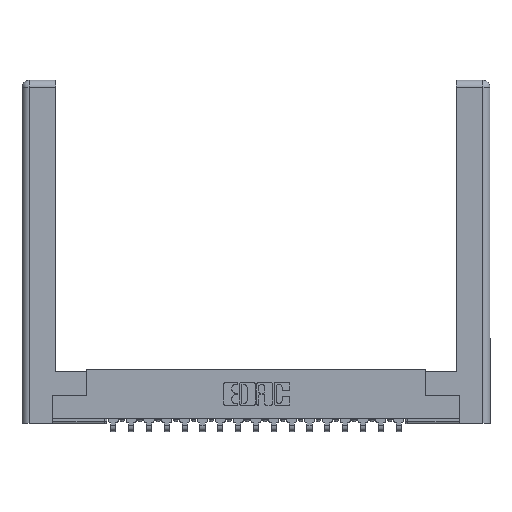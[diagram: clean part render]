
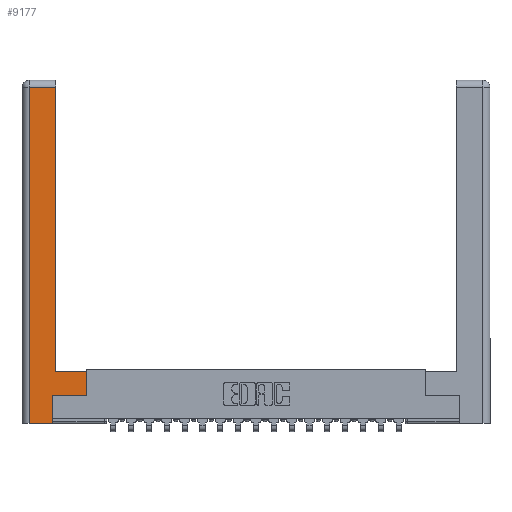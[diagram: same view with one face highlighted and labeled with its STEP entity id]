
A CAD part, top view. The second image highlights one B-rep face of the part: STEP entity #9177.
In plain terms, the highlighted planar face has unit normal (0, 0, 1).
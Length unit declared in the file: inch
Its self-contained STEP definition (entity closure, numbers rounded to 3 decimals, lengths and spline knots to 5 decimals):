
#53 = EDGE_CURVE ( 'NONE', #5002, #8400, #15366, .T. ) ;
#105 = CARTESIAN_POINT ( 'NONE',  ( 0.265, 0., 0. ) ) ;
#842 = VERTEX_POINT ( 'NONE', #6729 ) ;
#1764 = CARTESIAN_POINT ( 'NONE',  ( 0.295, 0.45, 0. ) ) ;
#1766 = DIRECTION ( 'NONE',  ( 1., 0., 0. ) ) ;
#1791 = AXIS2_PLACEMENT_3D ( 'NONE', #11200, #10058, #17794 ) ;
#2280 = VERTEX_POINT ( 'NONE', #8218 ) ;
#2545 = VERTEX_POINT ( 'NONE', #1764 ) ;
#2983 = EDGE_CURVE ( 'NONE', #2545, #5002, #11046, .T. ) ;
#3022 = VECTOR ( 'NONE', #16537, 39.37008 ) ;
#4938 = CARTESIAN_POINT ( 'NONE',  ( 0.295, 3., 0. ) ) ;
#5002 = VERTEX_POINT ( 'NONE', #19303 ) ;
#5283 = EDGE_CURVE ( 'NONE', #842, #10174, #7228, .T. ) ;
#5358 = ORIENTED_EDGE ( 'NONE', *, *, #53, .T. ) ;
#5942 = CARTESIAN_POINT ( 'NONE',  ( 0.565, 0.245, 0. ) ) ;
#5952 = CARTESIAN_POINT ( 'NONE',  ( 0.265, 0., 0. ) ) ;
#6459 = VECTOR ( 'NONE', #9269, 39.37008 ) ;
#6654 = ORIENTED_EDGE ( 'NONE', *, *, #14162, .T. ) ;
#6729 = CARTESIAN_POINT ( 'NONE',  ( 0.265, 0.245, 0. ) ) ;
#7228 = LINE ( 'NONE', #7328, #19995 ) ;
#7328 = CARTESIAN_POINT ( 'NONE',  ( 0.565, 0.245, 0. ) ) ;
#7476 = CARTESIAN_POINT ( 'NONE',  ( 0.565, 0.45, 0. ) ) ;
#7706 = ORIENTED_EDGE ( 'NONE', *, *, #12087, .T. ) ;
#7982 = VERTEX_POINT ( 'NONE', #16501 ) ;
#8181 = LINE ( 'NONE', #11276, #13953 ) ;
#8218 = CARTESIAN_POINT ( 'NONE',  ( 0.0615, 0., 0. ) ) ;
#8288 = LINE ( 'NONE', #17682, #19404 ) ;
#8400 = VERTEX_POINT ( 'NONE', #13178 ) ;
#8516 = VECTOR ( 'NONE', #13775, 39.37008 ) ;
#9177 = ADVANCED_FACE ( 'NONE', ( #17387 ), #15843, .F. ) ;
#9269 = DIRECTION ( 'NONE',  ( -1., 0., 0. ) ) ;
#9691 = DIRECTION ( 'NONE',  ( 0., 1., 0. ) ) ;
#10058 = DIRECTION ( 'NONE',  ( 0., 0., -1. ) ) ;
#10174 = VERTEX_POINT ( 'NONE', #5942 ) ;
#10376 = LINE ( 'NONE', #7476, #8516 ) ;
#11046 = LINE ( 'NONE', #4938, #16366 ) ;
#11200 = CARTESIAN_POINT ( 'NONE',  ( 0., 0., 0. ) ) ;
#11276 = CARTESIAN_POINT ( 'NONE',  ( 0.265, 0.245, 0. ) ) ;
#11287 = DIRECTION ( 'NONE',  ( -1., 0., 0. ) ) ;
#11636 = ORIENTED_EDGE ( 'NONE', *, *, #15725, .T. ) ;
#12087 = EDGE_CURVE ( 'NONE', #18449, #842, #8181, .T. ) ;
#12818 = DIRECTION ( 'NONE',  ( 0., 1., 0. ) ) ;
#13178 = CARTESIAN_POINT ( 'NONE',  ( 0.0615, 2.94, 0. ) ) ;
#13775 = DIRECTION ( 'NONE',  ( 0., 1., 0. ) ) ;
#13798 = EDGE_CURVE ( 'NONE', #10174, #7982, #10376, .T. ) ;
#13855 = VECTOR ( 'NONE', #1766, 39.37008 ) ;
#13953 = VECTOR ( 'NONE', #12818, 39.37008 ) ;
#14162 = EDGE_CURVE ( 'NONE', #7982, #2545, #8288, .T. ) ;
#14883 = LINE ( 'NONE', #15096, #3022 ) ;
#15096 = CARTESIAN_POINT ( 'NONE',  ( 0.0615, 0., 0. ) ) ;
#15366 = LINE ( 'NONE', #18354, #6459 ) ;
#15504 = ORIENTED_EDGE ( 'NONE', *, *, #18007, .T. ) ;
#15725 = EDGE_CURVE ( 'NONE', #2280, #18449, #15916, .T. ) ;
#15843 = PLANE ( 'NONE',  #1791 ) ;
#15916 = LINE ( 'NONE', #105, #13855 ) ;
#16366 = VECTOR ( 'NONE', #9691, 39.37008 ) ;
#16501 = CARTESIAN_POINT ( 'NONE',  ( 0.565, 0.45, 0. ) ) ;
#16537 = DIRECTION ( 'NONE',  ( 0., -1., 0. ) ) ;
#17387 = FACE_OUTER_BOUND ( 'NONE', #17928, .T. ) ;
#17682 = CARTESIAN_POINT ( 'NONE',  ( 0.295, 0.45, 0. ) ) ;
#17794 = DIRECTION ( 'NONE',  ( -1., 0., 0. ) ) ;
#17928 = EDGE_LOOP ( 'NONE', ( #18441, #5358, #15504, #11636, #7706, #19502, #18112, #6654 ) ) ;
#18007 = EDGE_CURVE ( 'NONE', #8400, #2280, #14883, .T. ) ;
#18112 = ORIENTED_EDGE ( 'NONE', *, *, #13798, .T. ) ;
#18354 = CARTESIAN_POINT ( 'NONE',  ( 0.0615, 2.94, 0. ) ) ;
#18441 = ORIENTED_EDGE ( 'NONE', *, *, #2983, .T. ) ;
#18449 = VERTEX_POINT ( 'NONE', #5952 ) ;
#19303 = CARTESIAN_POINT ( 'NONE',  ( 0.295, 2.94, 0. ) ) ;
#19404 = VECTOR ( 'NONE', #11287, 39.37008 ) ;
#19502 = ORIENTED_EDGE ( 'NONE', *, *, #5283, .T. ) ;
#19807 = DIRECTION ( 'NONE',  ( 1., 0., 0. ) ) ;
#19995 = VECTOR ( 'NONE', #19807, 39.37008 ) ;
